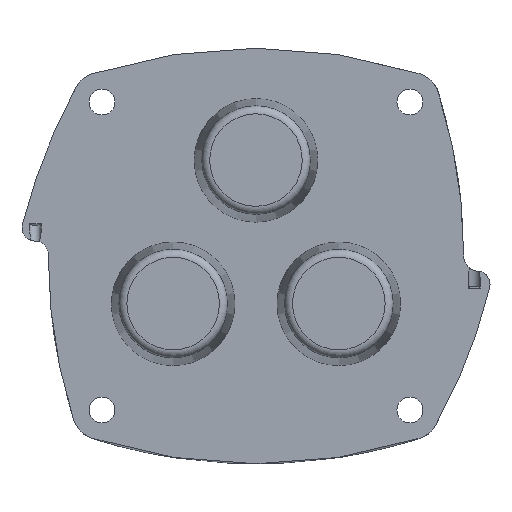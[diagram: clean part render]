
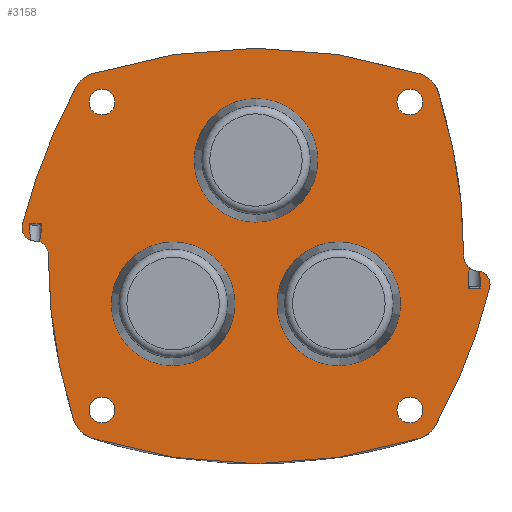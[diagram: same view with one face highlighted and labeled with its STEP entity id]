
A CAD part, top view. The second image highlights one B-rep face of the part: STEP entity #3158.
In plain terms, the highlighted planar face has unit normal (0, 0, 1).
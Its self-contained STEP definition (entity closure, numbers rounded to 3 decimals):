
#324=FACE_BOUND('',#567,.T.);
#325=FACE_BOUND('',#568,.T.);
#326=FACE_BOUND('',#569,.T.);
#327=FACE_BOUND('',#570,.T.);
#363=FACE_OUTER_BOUND('',#566,.T.);
#566=EDGE_LOOP('',(#2122,#2123,#2124,#2125,#2126,#2127,#2128,#2129,#2130,
#2131,#2132,#2133,#2134,#2135,#2136,#2137,#2138,#2139,#2140,#2141,#2142,
#2143));
#567=EDGE_LOOP('',(#2144));
#568=EDGE_LOOP('',(#2145));
#569=EDGE_LOOP('',(#2146));
#570=EDGE_LOOP('',(#2147));
#808=LINE('',#4687,#966);
#809=LINE('',#4708,#967);
#966=VECTOR('',#3810,10.);
#967=VECTOR('',#3831,10.);
#1124=CIRCLE('',#3428,7.683);
#1125=CIRCLE('',#3429,269.686);
#1126=CIRCLE('',#3430,15.);
#1127=CIRCLE('',#3431,269.686);
#1128=CIRCLE('',#3432,15.);
#1129=CIRCLE('',#3433,269.686);
#1130=CIRCLE('',#3434,304.272);
#1131=CIRCLE('',#3435,6.5);
#1132=CIRCLE('',#3438,6.5);
#1133=CIRCLE('',#3439,269.686);
#1134=CIRCLE('',#3440,15.);
#1135=CIRCLE('',#3441,269.686);
#1136=CIRCLE('',#3442,15.);
#1137=CIRCLE('',#3443,269.686);
#1138=CIRCLE('',#3444,269.999);
#1139=CIRCLE('',#3445,6.447);
#1140=CIRCLE('',#3447,6.5);
#1141=CIRCLE('',#3448,6.5);
#1142=CIRCLE('',#3449,6.5);
#1143=CIRCLE('',#3450,6.5);
#1309=ELLIPSE('',#3427,11.591,3.);
#1310=ELLIPSE('',#3436,11.591,3.);
#1311=ELLIPSE('',#3437,11.591,3.);
#1312=ELLIPSE('',#3446,11.591,3.);
#1322=VERTEX_POINT('',#4665);
#1323=VERTEX_POINT('',#4666);
#1324=VERTEX_POINT('',#4668);
#1325=VERTEX_POINT('',#4670);
#1326=VERTEX_POINT('',#4672);
#1327=VERTEX_POINT('',#4674);
#1328=VERTEX_POINT('',#4676);
#1329=VERTEX_POINT('',#4678);
#1330=VERTEX_POINT('',#4680);
#1331=VERTEX_POINT('',#4682);
#1332=VERTEX_POINT('',#4684);
#1333=VERTEX_POINT('',#4686);
#1334=VERTEX_POINT('',#4688);
#1335=VERTEX_POINT('',#4690);
#1336=VERTEX_POINT('',#4692);
#1337=VERTEX_POINT('',#4694);
#1338=VERTEX_POINT('',#4696);
#1339=VERTEX_POINT('',#4698);
#1340=VERTEX_POINT('',#4700);
#1341=VERTEX_POINT('',#4702);
#1342=VERTEX_POINT('',#4704);
#1343=VERTEX_POINT('',#4706);
#1344=VERTEX_POINT('',#4709);
#1345=VERTEX_POINT('',#4711);
#1346=VERTEX_POINT('',#4713);
#1347=VERTEX_POINT('',#4715);
#1638=EDGE_CURVE('',#1322,#1323,#1309,.T.);
#1639=EDGE_CURVE('',#1323,#1324,#1124,.T.);
#1640=EDGE_CURVE('',#1325,#1324,#1125,.T.);
#1641=EDGE_CURVE('',#1326,#1325,#1126,.T.);
#1642=EDGE_CURVE('',#1327,#1326,#1127,.T.);
#1643=EDGE_CURVE('',#1328,#1327,#1128,.T.);
#1644=EDGE_CURVE('',#1328,#1329,#1129,.T.);
#1645=EDGE_CURVE('',#1329,#1330,#1130,.T.);
#1646=EDGE_CURVE('',#1330,#1331,#1131,.T.);
#1647=EDGE_CURVE('',#1331,#1332,#1310,.T.);
#1648=EDGE_CURVE('',#1332,#1333,#808,.T.);
#1649=EDGE_CURVE('',#1333,#1334,#1311,.T.);
#1650=EDGE_CURVE('',#1334,#1335,#1132,.T.);
#1651=EDGE_CURVE('',#1336,#1335,#1133,.T.);
#1652=EDGE_CURVE('',#1337,#1336,#1134,.T.);
#1653=EDGE_CURVE('',#1338,#1337,#1135,.T.);
#1654=EDGE_CURVE('',#1339,#1338,#1136,.T.);
#1655=EDGE_CURVE('',#1339,#1340,#1137,.T.);
#1656=EDGE_CURVE('',#1340,#1341,#1138,.T.);
#1657=EDGE_CURVE('',#1341,#1342,#1139,.T.);
#1658=EDGE_CURVE('',#1342,#1343,#1312,.T.);
#1659=EDGE_CURVE('',#1343,#1322,#809,.T.);
#1660=EDGE_CURVE('',#1344,#1344,#1140,.T.);
#1661=EDGE_CURVE('',#1345,#1345,#1141,.T.);
#1662=EDGE_CURVE('',#1346,#1346,#1142,.T.);
#1663=EDGE_CURVE('',#1347,#1347,#1143,.T.);
#2122=ORIENTED_EDGE('',*,*,#1638,.T.);
#2123=ORIENTED_EDGE('',*,*,#1639,.T.);
#2124=ORIENTED_EDGE('',*,*,#1640,.F.);
#2125=ORIENTED_EDGE('',*,*,#1641,.F.);
#2126=ORIENTED_EDGE('',*,*,#1642,.F.);
#2127=ORIENTED_EDGE('',*,*,#1643,.F.);
#2128=ORIENTED_EDGE('',*,*,#1644,.T.);
#2129=ORIENTED_EDGE('',*,*,#1645,.T.);
#2130=ORIENTED_EDGE('',*,*,#1646,.T.);
#2131=ORIENTED_EDGE('',*,*,#1647,.T.);
#2132=ORIENTED_EDGE('',*,*,#1648,.T.);
#2133=ORIENTED_EDGE('',*,*,#1649,.T.);
#2134=ORIENTED_EDGE('',*,*,#1650,.T.);
#2135=ORIENTED_EDGE('',*,*,#1651,.F.);
#2136=ORIENTED_EDGE('',*,*,#1652,.F.);
#2137=ORIENTED_EDGE('',*,*,#1653,.F.);
#2138=ORIENTED_EDGE('',*,*,#1654,.F.);
#2139=ORIENTED_EDGE('',*,*,#1655,.T.);
#2140=ORIENTED_EDGE('',*,*,#1656,.T.);
#2141=ORIENTED_EDGE('',*,*,#1657,.T.);
#2142=ORIENTED_EDGE('',*,*,#1658,.T.);
#2143=ORIENTED_EDGE('',*,*,#1659,.T.);
#2144=ORIENTED_EDGE('',*,*,#1660,.T.);
#2145=ORIENTED_EDGE('',*,*,#1661,.T.);
#2146=ORIENTED_EDGE('',*,*,#1662,.T.);
#2147=ORIENTED_EDGE('',*,*,#1663,.T.);
#3090=PLANE('',#3426);
#3158=ADVANCED_FACE('',(#363,#324,#325,#326,#327),#3090,.F.);
#3426=AXIS2_PLACEMENT_3D('',#4664,#3788,#3789);
#3427=AXIS2_PLACEMENT_3D('',#4667,#3790,#3791);
#3428=AXIS2_PLACEMENT_3D('',#4669,#3792,#3793);
#3429=AXIS2_PLACEMENT_3D('',#4671,#3794,#3795);
#3430=AXIS2_PLACEMENT_3D('',#4673,#3796,#3797);
#3431=AXIS2_PLACEMENT_3D('',#4675,#3798,#3799);
#3432=AXIS2_PLACEMENT_3D('',#4677,#3800,#3801);
#3433=AXIS2_PLACEMENT_3D('',#4679,#3802,#3803);
#3434=AXIS2_PLACEMENT_3D('',#4681,#3804,#3805);
#3435=AXIS2_PLACEMENT_3D('',#4683,#3806,#3807);
#3436=AXIS2_PLACEMENT_3D('',#4685,#3808,#3809);
#3437=AXIS2_PLACEMENT_3D('',#4689,#3811,#3812);
#3438=AXIS2_PLACEMENT_3D('',#4691,#3813,#3814);
#3439=AXIS2_PLACEMENT_3D('',#4693,#3815,#3816);
#3440=AXIS2_PLACEMENT_3D('',#4695,#3817,#3818);
#3441=AXIS2_PLACEMENT_3D('',#4697,#3819,#3820);
#3442=AXIS2_PLACEMENT_3D('',#4699,#3821,#3822);
#3443=AXIS2_PLACEMENT_3D('',#4701,#3823,#3824);
#3444=AXIS2_PLACEMENT_3D('',#4703,#3825,#3826);
#3445=AXIS2_PLACEMENT_3D('',#4705,#3827,#3828);
#3446=AXIS2_PLACEMENT_3D('',#4707,#3829,#3830);
#3447=AXIS2_PLACEMENT_3D('',#4710,#3832,#3833);
#3448=AXIS2_PLACEMENT_3D('',#4712,#3834,#3835);
#3449=AXIS2_PLACEMENT_3D('',#4714,#3836,#3837);
#3450=AXIS2_PLACEMENT_3D('',#4716,#3838,#3839);
#3788=DIRECTION('center_axis',(0.,0.,-1.));
#3789=DIRECTION('ref_axis',(-1.,0.,0.));
#3790=DIRECTION('center_axis',(0.,0.,-1.));
#3791=DIRECTION('ref_axis',(0.,1.,0.));
#3792=DIRECTION('center_axis',(0.,0.,-1.));
#3793=DIRECTION('ref_axis',(1.,0.,0.));
#3794=DIRECTION('center_axis',(0.,0.,-1.));
#3795=DIRECTION('ref_axis',(0.953,-0.303,0.));
#3796=DIRECTION('center_axis',(0.,0.,-1.));
#3797=DIRECTION('ref_axis',(0.953,0.303,0.));
#3798=DIRECTION('center_axis',(0.,0.,-1.));
#3799=DIRECTION('ref_axis',(0.303,0.953,0.));
#3800=DIRECTION('center_axis',(0.,0.,-1.));
#3801=DIRECTION('ref_axis',(-0.303,0.953,0.));
#3802=DIRECTION('center_axis',(0.,0.,-1.));
#3803=DIRECTION('ref_axis',(0.951,-0.308,0.));
#3804=DIRECTION('center_axis',(0.,0.,1.));
#3805=DIRECTION('ref_axis',(-0.881,0.474,0.));
#3806=DIRECTION('center_axis',(0.,0.,1.));
#3807=DIRECTION('ref_axis',(-0.969,0.247,0.));
#3808=DIRECTION('center_axis',(0.,0.,-1.));
#3809=DIRECTION('ref_axis',(0.,1.,0.));
#3810=DIRECTION('',(1.,0.,0.));
#3811=DIRECTION('center_axis',(0.,0.,-1.));
#3812=DIRECTION('ref_axis',(0.,1.,0.));
#3813=DIRECTION('center_axis',(0.,0.,-1.));
#3814=DIRECTION('ref_axis',(-1.,0.004,0.));
#3815=DIRECTION('center_axis',(0.,0.,-1.));
#3816=DIRECTION('ref_axis',(-0.953,0.303,0.));
#3817=DIRECTION('center_axis',(0.,0.,-1.));
#3818=DIRECTION('ref_axis',(-0.953,-0.303,0.));
#3819=DIRECTION('center_axis',(0.,0.,-1.));
#3820=DIRECTION('ref_axis',(-0.303,-0.953,0.));
#3821=DIRECTION('center_axis',(0.,0.,-1.));
#3822=DIRECTION('ref_axis',(0.303,-0.953,0.));
#3823=DIRECTION('center_axis',(0.,0.,-1.));
#3824=DIRECTION('ref_axis',(-0.951,0.309,0.));
#3825=DIRECTION('center_axis',(0.,0.,1.));
#3826=DIRECTION('ref_axis',(0.873,-0.488,0.));
#3827=DIRECTION('center_axis',(0.,0.,1.));
#3828=DIRECTION('ref_axis',(0.973,-0.232,0.));
#3829=DIRECTION('center_axis',(0.,0.,-1.));
#3830=DIRECTION('ref_axis',(0.,1.,0.));
#3831=DIRECTION('',(-1.,0.,0.));
#3832=DIRECTION('center_axis',(0.,0.,-1.));
#3833=DIRECTION('ref_axis',(-1.,0.,0.));
#3834=DIRECTION('center_axis',(0.,0.,-1.));
#3835=DIRECTION('ref_axis',(-1.,0.,0.));
#3836=DIRECTION('center_axis',(0.,0.,-1.));
#3837=DIRECTION('ref_axis',(-1.,0.,0.));
#3838=DIRECTION('center_axis',(0.,0.,-1.));
#3839=DIRECTION('ref_axis',(-1.,0.,0.));
#4664=CARTESIAN_POINT('Origin',(0.,0.,22.));
#4665=CARTESIAN_POINT('',(106.595,-16.248,22.));
#4666=CARTESIAN_POINT('',(107.116,-5.987,22.));
#4667=CARTESIAN_POINT('Origin',(109.483,-13.11,22.));
#4668=CARTESIAN_POINT('',(104.248,0.,22.));
#4669=CARTESIAN_POINT('Origin',(111.931,0.,22.));
#4670=CARTESIAN_POINT('',(91.543,81.8,22.));
#4671=CARTESIAN_POINT('Origin',(-165.438,0.,
22.));
#4672=CARTESIAN_POINT('',(81.8,91.543,22.));
#4673=CARTESIAN_POINT('Origin',(77.25,77.25,22.));
#4674=CARTESIAN_POINT('',(-81.8,91.543,22.));
#4675=CARTESIAN_POINT('Origin',(0.,-165.438,22.));
#4676=CARTESIAN_POINT('',(-91.543,81.8,22.));
#4677=CARTESIAN_POINT('Origin',(-77.25,77.25,22.));
#4678=CARTESIAN_POINT('',(-91.119,83.122,22.));
#4679=CARTESIAN_POINT('Origin',(165.438,0.,22.));
#4680=CARTESIAN_POINT('',(-117.214,15.605,22.));
#4681=CARTESIAN_POINT('Origin',(177.63,-59.55,22.));
#4682=CARTESIAN_POINT('',(-112.794,7.777,22.));
#4683=CARTESIAN_POINT('Origin',(-110.915,14.,22.));
#4684=CARTESIAN_POINT('',(-113.659,16.248,22.));
#4685=CARTESIAN_POINT('Origin',(-110.66,15.925,22.));
#4686=CARTESIAN_POINT('',(-107.661,16.248,22.));
#4687=CARTESIAN_POINT('',(-55.33,16.248,22.));
#4688=CARTESIAN_POINT('',(-108.694,7.169,22.));
#4689=CARTESIAN_POINT('Origin',(-110.66,15.925,22.));
#4690=CARTESIAN_POINT('',(-104.246,0.978,22.));
#4691=CARTESIAN_POINT('Origin',(-110.746,1.001,22.));
#4692=CARTESIAN_POINT('',(-91.543,-81.8,22.));
#4693=CARTESIAN_POINT('Origin',(165.438,0.,22.));
#4694=CARTESIAN_POINT('',(-81.8,-91.543,22.));
#4695=CARTESIAN_POINT('Origin',(-77.25,-77.25,22.));
#4696=CARTESIAN_POINT('',(81.8,-91.543,22.));
#4697=CARTESIAN_POINT('Origin',(0.,165.438,22.));
#4698=CARTESIAN_POINT('',(91.543,-81.8,22.));
#4699=CARTESIAN_POINT('Origin',(77.25,-77.25,22.));
#4700=CARTESIAN_POINT('',(91.08,-83.242,22.));
#4701=CARTESIAN_POINT('Origin',(-165.438,0.,
22.));
#4702=CARTESIAN_POINT('',(117.256,-15.596,22.));
#4703=CARTESIAN_POINT('Origin',(-145.356,47.134,22.));
#4704=CARTESIAN_POINT('',(112.144,-7.756,22.));
#4705=CARTESIAN_POINT('Origin',(110.985,-14.098,22.));
#4706=CARTESIAN_POINT('',(112.371,-16.248,22.));
#4707=CARTESIAN_POINT('Origin',(109.483,-13.11,22.));
#4708=CARTESIAN_POINT('',(54.741,-16.248,22.));
#4709=CARTESIAN_POINT('',(83.75,77.25,22.));
#4710=CARTESIAN_POINT('Origin',(77.25,77.25,22.));
#4711=CARTESIAN_POINT('',(83.75,-77.25,22.));
#4712=CARTESIAN_POINT('Origin',(77.25,-77.25,22.));
#4713=CARTESIAN_POINT('',(-70.75,-77.25,22.));
#4714=CARTESIAN_POINT('Origin',(-77.25,-77.25,22.));
#4715=CARTESIAN_POINT('',(-70.75,77.25,22.));
#4716=CARTESIAN_POINT('Origin',(-77.25,77.25,22.));
